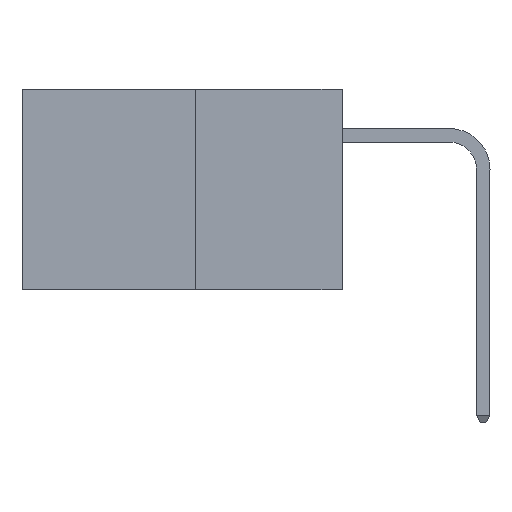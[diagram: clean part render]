
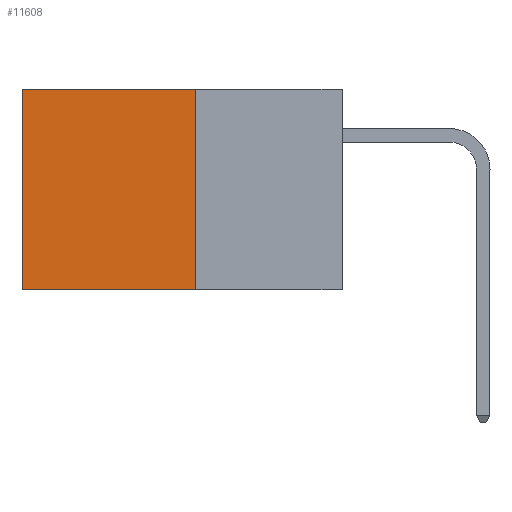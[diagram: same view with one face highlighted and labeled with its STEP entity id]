
A CAD part, left-side view. The second image highlights one B-rep face of the part: STEP entity #11608.
In plain terms, the highlighted planar face has unit normal (-1, 0, 0).
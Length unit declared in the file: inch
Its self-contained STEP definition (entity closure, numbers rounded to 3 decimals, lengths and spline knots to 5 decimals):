
#1985 = VERTEX_POINT ( 'NONE', #23923 ) ;
#2122 = EDGE_CURVE ( 'NONE', #24269, #16090, #33160, .T. ) ;
#2456 = EDGE_LOOP ( 'NONE', ( #2978, #18294, #27614, #13022 ) ) ;
#2978 = ORIENTED_EDGE ( 'NONE', *, *, #20021, .T. ) ;
#4398 = CARTESIAN_POINT ( 'NONE',  ( 0.277, 0.27, -0.37 ) ) ;
#5933 = DIRECTION ( 'NONE',  ( 0., 1., 0. ) ) ;
#6119 = CARTESIAN_POINT ( 'NONE',  ( 0.277, 0.27, 0. ) ) ;
#9205 = DIRECTION ( 'NONE',  ( 0., 1., 0. ) ) ;
#10983 = DIRECTION ( 'NONE',  ( 0., 0., -1. ) ) ;
#11608 = ADVANCED_FACE ( 'NONE', ( #25917 ), #16449, .F. ) ;
#12065 = DIRECTION ( 'NONE',  ( 0., 0., -1. ) ) ;
#13022 = ORIENTED_EDGE ( 'NONE', *, *, #14630, .T. ) ;
#13499 = VECTOR ( 'NONE', #9205, 39.37008 ) ;
#14630 = EDGE_CURVE ( 'NONE', #1985, #29898, #15747, .T. ) ;
#15747 = LINE ( 'NONE', #6119, #21773 ) ;
#15888 = LINE ( 'NONE', #19800, #28731 ) ;
#16083 = LINE ( 'NONE', #26393, #28919 ) ;
#16090 = VERTEX_POINT ( 'NONE', #26940 ) ;
#16289 = DIRECTION ( 'NONE',  ( 0., 0., -1. ) ) ;
#16325 = DIRECTION ( 'NONE',  ( 1., 0., 0. ) ) ;
#16449 = PLANE ( 'NONE',  #26518 ) ;
#16810 = CARTESIAN_POINT ( 'NONE',  ( 0.277, 0.27, -0.37 ) ) ;
#18294 = ORIENTED_EDGE ( 'NONE', *, *, #2122, .F. ) ;
#18524 = CARTESIAN_POINT ( 'NONE',  ( 0.277, 0.59, 0. ) ) ;
#19800 = CARTESIAN_POINT ( 'NONE',  ( 0.277, 0.59, -0.37 ) ) ;
#20021 = EDGE_CURVE ( 'NONE', #29898, #16090, #15888, .T. ) ;
#21773 = VECTOR ( 'NONE', #5933, 39.37008 ) ;
#23923 = CARTESIAN_POINT ( 'NONE',  ( 0.277, 0.27, 0. ) ) ;
#24269 = VERTEX_POINT ( 'NONE', #4398 ) ;
#25338 = EDGE_CURVE ( 'NONE', #1985, #24269, #16083, .T. ) ;
#25917 = FACE_OUTER_BOUND ( 'NONE', #2456, .T. ) ;
#26393 = CARTESIAN_POINT ( 'NONE',  ( 0.277, 0.27, -0.37 ) ) ;
#26518 = AXIS2_PLACEMENT_3D ( 'NONE', #16810, #16325, #16289 ) ;
#26940 = CARTESIAN_POINT ( 'NONE',  ( 0.277, 0.59, -0.37 ) ) ;
#27614 = ORIENTED_EDGE ( 'NONE', *, *, #25338, .F. ) ;
#28731 = VECTOR ( 'NONE', #12065, 39.37008 ) ;
#28919 = VECTOR ( 'NONE', #10983, 39.37008 ) ;
#29898 = VERTEX_POINT ( 'NONE', #18524 ) ;
#29942 = CARTESIAN_POINT ( 'NONE',  ( 0.277, 0.27, -0.37 ) ) ;
#33160 = LINE ( 'NONE', #29942, #13499 ) ;
